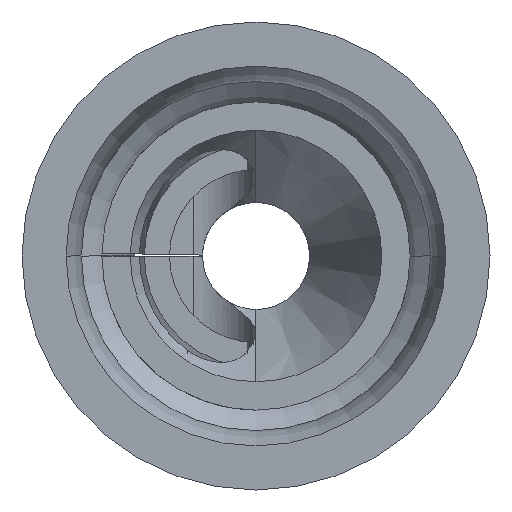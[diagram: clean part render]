
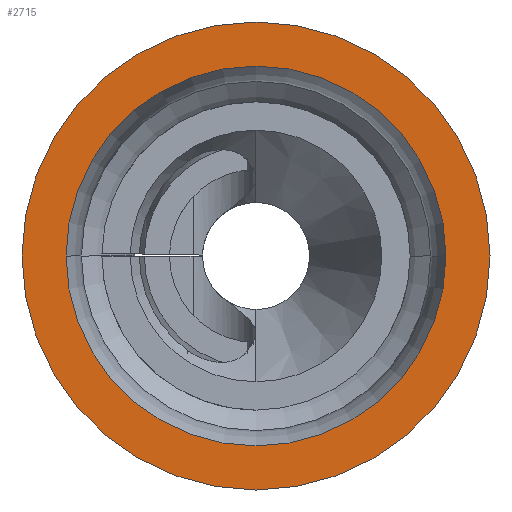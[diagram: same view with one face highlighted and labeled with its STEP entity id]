
A CAD part, front view. The second image highlights one B-rep face of the part: STEP entity #2715.
In plain terms, the highlighted planar face has unit normal (0, -1, 0).
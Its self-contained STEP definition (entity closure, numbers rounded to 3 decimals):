
#54 = DIRECTION ( 'NONE',  ( 0., -1., 0. ) ) ;
#166 = DIRECTION ( 'NONE',  ( -1., 0., 0. ) ) ;
#169 = EDGE_CURVE ( 'NONE', #313, #512, #1500, .T. ) ;
#185 = CARTESIAN_POINT ( 'NONE',  ( 3.02, -11.1, 0. ) ) ;
#213 = CARTESIAN_POINT ( 'NONE',  ( 0., -11.1, 0. ) ) ;
#297 = AXIS2_PLACEMENT_3D ( 'NONE', #1709, #1096, #438 ) ;
#300 = DIRECTION ( 'NONE',  ( -1., 0., 0. ) ) ;
#313 = VERTEX_POINT ( 'NONE', #1700 ) ;
#438 = DIRECTION ( 'NONE',  ( -1., 0., 0. ) ) ;
#483 = FACE_BOUND ( 'NONE', #598, .T. ) ;
#512 = VERTEX_POINT ( 'NONE', #185 ) ;
#598 = EDGE_LOOP ( 'NONE', ( #2128, #1545 ) ) ;
#608 = DIRECTION ( 'NONE',  ( 0., 1., 0. ) ) ;
#655 = PLANE ( 'NONE',  #2354 ) ;
#943 = ORIENTED_EDGE ( 'NONE', *, *, #2538, .F. ) ;
#1096 = DIRECTION ( 'NONE',  ( 0., 1., 0. ) ) ;
#1500 = CIRCLE ( 'NONE', #2250, 3.02 ) ;
#1530 = CARTESIAN_POINT ( 'NONE',  ( 3.72, -11.1, 0. ) ) ;
#1545 = ORIENTED_EDGE ( 'NONE', *, *, #2009, .T. ) ;
#1555 = CIRCLE ( 'NONE', #2543, 3.72 ) ;
#1694 = VERTEX_POINT ( 'NONE', #2673 ) ;
#1700 = CARTESIAN_POINT ( 'NONE',  ( -3.02, -11.1, 0. ) ) ;
#1709 = CARTESIAN_POINT ( 'NONE',  ( 0., -11.1, 0. ) ) ;
#1881 = DIRECTION ( 'NONE',  ( -1., 0., 0. ) ) ;
#1959 = CARTESIAN_POINT ( 'NONE',  ( -3.72, -11.1, 0. ) ) ;
#2009 = EDGE_CURVE ( 'NONE', #512, #313, #2388, .T. ) ;
#2011 = CIRCLE ( 'NONE', #2205, 3.72 ) ;
#2128 = ORIENTED_EDGE ( 'NONE', *, *, #169, .T. ) ;
#2143 = DIRECTION ( 'NONE',  ( 1., 0., 0. ) ) ;
#2205 = AXIS2_PLACEMENT_3D ( 'NONE', #213, #608, #1881 ) ;
#2250 = AXIS2_PLACEMENT_3D ( 'NONE', #2313, #2334, #166 ) ;
#2313 = CARTESIAN_POINT ( 'NONE',  ( 0., -11.1, 0. ) ) ;
#2334 = DIRECTION ( 'NONE',  ( 0., 1., 0. ) ) ;
#2354 = AXIS2_PLACEMENT_3D ( 'NONE', #1959, #54, #2143 ) ;
#2388 = CIRCLE ( 'NONE', #297, 3.02 ) ;
#2412 = CARTESIAN_POINT ( 'NONE',  ( 0., -11.1, 0. ) ) ;
#2420 = DIRECTION ( 'NONE',  ( 0., 1., 0. ) ) ;
#2538 = EDGE_CURVE ( 'NONE', #1694, #2726, #2011, .T. ) ;
#2543 = AXIS2_PLACEMENT_3D ( 'NONE', #2412, #2420, #300 ) ;
#2610 = ORIENTED_EDGE ( 'NONE', *, *, #2752, .F. ) ;
#2673 = CARTESIAN_POINT ( 'NONE',  ( -3.72, -11.1, 0. ) ) ;
#2694 = FACE_OUTER_BOUND ( 'NONE', #2714, .T. ) ;
#2714 = EDGE_LOOP ( 'NONE', ( #943, #2610 ) ) ;
#2715 = ADVANCED_FACE ( 'NONE', ( #483, #2694 ), #655, .T. ) ;
#2726 = VERTEX_POINT ( 'NONE', #1530 ) ;
#2752 = EDGE_CURVE ( 'NONE', #2726, #1694, #1555, .T. ) ;
